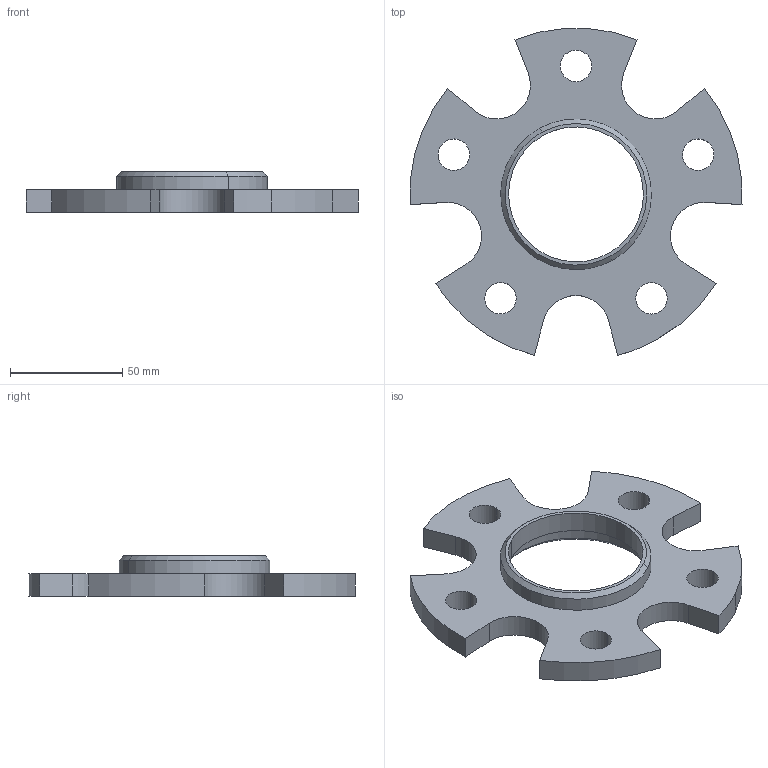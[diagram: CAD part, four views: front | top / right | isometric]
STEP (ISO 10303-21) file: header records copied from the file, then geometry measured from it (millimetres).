
FILE_DESCRIPTION(('CATIA V5 STEP Exchange'),'2;1');
FILE_NAME('calle 10 mitsu.stp','2018-11-30T21:06:24+00:00',('none'),('none'),'CATIA Version 5 Release 19 SP 2 (IN-10)','CATIA V5 STEP AP203','none');
FILE_SCHEMA(('CONFIG_CONTROL_DESIGN'));
Length unit declared in the file: millimetre
Products named in the file (1): Part2
Bounding box: 147.72 x 145.44 x 18 mm (x, y, z)
Volume: 94842.3 mm3; surface area: 32189.4 mm2
Topology: 1 solids, 1 shells, 47 faces, 123 edges, 80 vertices
Faces by surface type: cylinder 27, plane 14, cone 6
Entity records: 1405 total; most frequent: ORIENTED_EDGE 246, CARTESIAN_POINT 237, DIRECTION 189, EDGE_CURVE 123, AXIS2_PLACEMENT_3D 94, VERTEX_POINT 80, VECTOR 63, LINE 63
